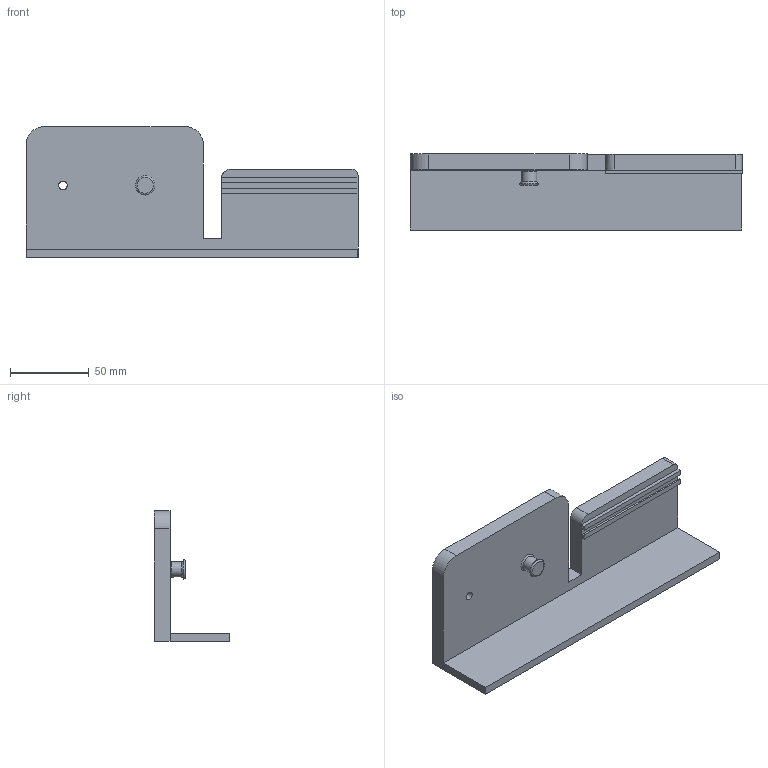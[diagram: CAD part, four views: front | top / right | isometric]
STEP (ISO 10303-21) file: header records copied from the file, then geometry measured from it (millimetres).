
FILE_DESCRIPTION(('FreeCAD Model'),'2;1');
FILE_NAME('Soporte.stp', '2017-12-12T21:48:33',('FreeCAD'),('FreeCAD'), 'Open CASCADE STEP processor 6.9','FreeCAD','Unknown');
FILE_SCHEMA(('AUTOMOTIVE_DESIGN { 1 0 10303 214 1 1 1 1 }'));
Length unit declared in the file: millimetre
Products named in the file (1): Open CASCADE STEP translator 6.9 1
Bounding box: 211.27 x 48.26 x 83.24 mm (x, y, z)
Volume: 189663.7 mm3; surface area: 53891 mm2
Topology: 1 solids, 1 shells, 48 faces, 123 edges, 79 vertices
Faces by surface type: plane 38, cylinder 7, torus 3
Full cylindrical faces by diameter (mm): 5.516 x1, 9.702 x1, 12.269 x1
Entity records: 3081 total; most frequent: CARTESIAN_POINT 583, DIRECTION 468, LINE 323, VECTOR 323, ORIENTED_EDGE 246, PCURVE 246, DEFINITIONAL_REPRESENTATION 246, EDGE_CURVE 123
